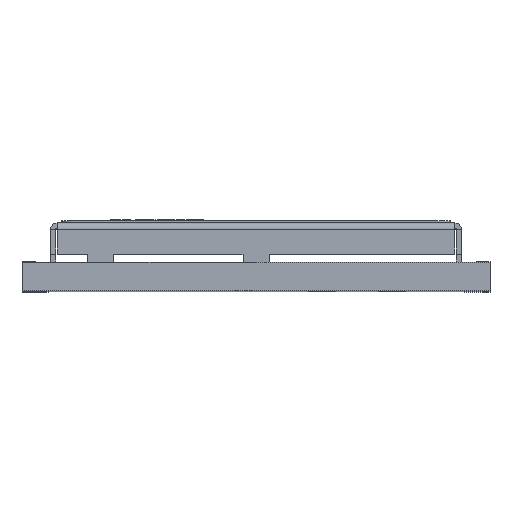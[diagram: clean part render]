
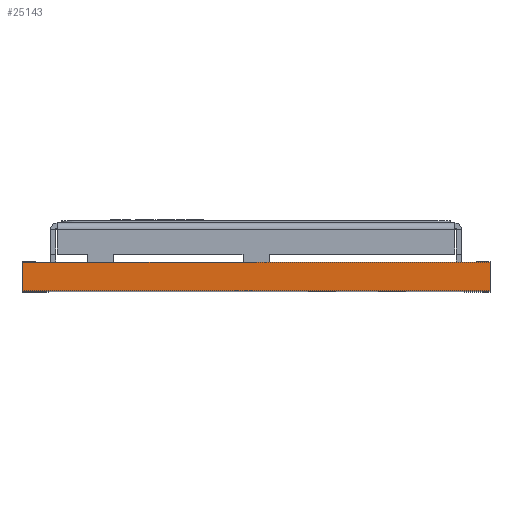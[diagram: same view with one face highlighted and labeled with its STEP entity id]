
A CAD part, top view. The second image highlights one B-rep face of the part: STEP entity #25143.
In plain terms, the highlighted planar face has unit normal (0, 0, 1).
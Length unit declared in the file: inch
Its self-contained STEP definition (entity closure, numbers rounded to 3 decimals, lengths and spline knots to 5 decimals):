
#2158 = CARTESIAN_POINT ( 'NONE',  ( 0.35433, 0., 0.3937 ) ) ;
#7701 = FACE_OUTER_BOUND ( 'NONE', #11964, .T. ) ;
#8376 = PLANE ( 'NONE',  #24895 ) ;
#8460 = DIRECTION ( 'NONE',  ( 0., -1., 0. ) ) ;
#8843 = DIRECTION ( 'NONE',  ( 0., -1., 0. ) ) ;
#8945 = ORIENTED_EDGE ( 'NONE', *, *, #33442, .F. ) ;
#11964 = EDGE_LOOP ( 'NONE', ( #33991, #8945, #45297, #35551 ) ) ;
#16303 = CARTESIAN_POINT ( 'NONE',  ( 0.35433, 0.0435, 0.3937 ) ) ;
#17742 = VERTEX_POINT ( 'NONE', #26047 ) ;
#18072 = EDGE_CURVE ( 'NONE', #17742, #48731, #35349, .T. ) ;
#18132 = LINE ( 'NONE', #16303, #25161 ) ;
#19938 = VECTOR ( 'NONE', #31797, 39.37008 ) ;
#22219 = CARTESIAN_POINT ( 'NONE',  ( -0.35433, 0., 0.3937 ) ) ;
#24895 = AXIS2_PLACEMENT_3D ( 'NONE', #37853, #29627, #42141 ) ;
#25143 = ADVANCED_FACE ( 'NONE', ( #7701 ), #8376, .F. ) ;
#25161 = VECTOR ( 'NONE', #8460, 39.37008 ) ;
#25434 = CARTESIAN_POINT ( 'NONE',  ( 0.35433, 0.0435, 0.3937 ) ) ;
#26047 = CARTESIAN_POINT ( 'NONE',  ( -0.35433, 0.0435, 0.3937 ) ) ;
#26472 = CARTESIAN_POINT ( 'NONE',  ( -0.35433, 0., 0.3937 ) ) ;
#29627 = DIRECTION ( 'NONE',  ( 0., 0., -1. ) ) ;
#29639 = LINE ( 'NONE', #22219, #30255 ) ;
#30255 = VECTOR ( 'NONE', #38687, 39.37008 ) ;
#31049 = VERTEX_POINT ( 'NONE', #26472 ) ;
#31797 = DIRECTION ( 'NONE',  ( 1., 0., 0. ) ) ;
#33442 = EDGE_CURVE ( 'NONE', #48731, #33697, #18132, .T. ) ;
#33697 = VERTEX_POINT ( 'NONE', #2158 ) ;
#33991 = ORIENTED_EDGE ( 'NONE', *, *, #43777, .T. ) ;
#34632 = VECTOR ( 'NONE', #8843, 39.37008 ) ;
#35349 = LINE ( 'NONE', #35747, #19938 ) ;
#35551 = ORIENTED_EDGE ( 'NONE', *, *, #46912, .T. ) ;
#35747 = CARTESIAN_POINT ( 'NONE',  ( -0.35433, 0.0435, 0.3937 ) ) ;
#37853 = CARTESIAN_POINT ( 'NONE',  ( -0.35433, 0.0435, 0.3937 ) ) ;
#38687 = DIRECTION ( 'NONE',  ( 1., 0., 0. ) ) ;
#42141 = DIRECTION ( 'NONE',  ( -1., 0., 0. ) ) ;
#42298 = CARTESIAN_POINT ( 'NONE',  ( -0.35433, 0.0435, 0.3937 ) ) ;
#43674 = LINE ( 'NONE', #42298, #34632 ) ;
#43777 = EDGE_CURVE ( 'NONE', #31049, #33697, #29639, .T. ) ;
#45297 = ORIENTED_EDGE ( 'NONE', *, *, #18072, .F. ) ;
#46912 = EDGE_CURVE ( 'NONE', #17742, #31049, #43674, .T. ) ;
#48731 = VERTEX_POINT ( 'NONE', #25434 ) ;
